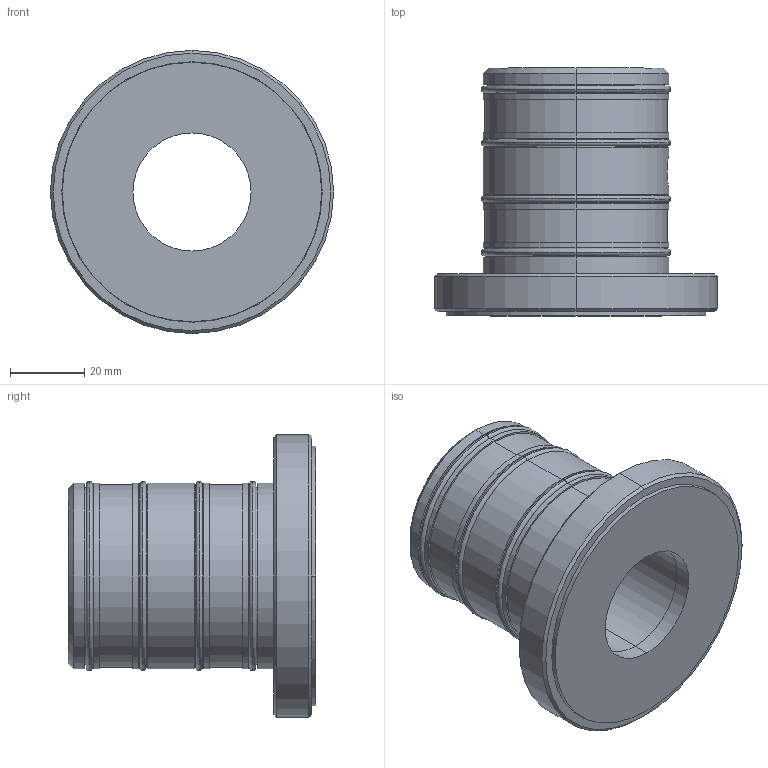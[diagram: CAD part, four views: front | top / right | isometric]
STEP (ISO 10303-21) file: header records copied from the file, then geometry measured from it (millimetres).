
FILE_DESCRIPTION (( 'STEP AP214' ), '1' );
FILE_NAME ('C303202.STEP', '2019-08-23T19:32:51', ( '' ), ( '' ), 'SwSTEP 2.0', 'SolidWorks 2019', '' );
FILE_SCHEMA (( 'AUTOMOTIVE_DESIGN' ));
Length unit declared in the file: inch
Products named in the file (1): C303202
Bounding box: 76.2 x 66.67 x 76.2 mm (x, y, z)
Volume: 104514.8 mm3; surface area: 52642.5 mm2
Topology: 7 solids, 9 shells, 98 faces, 192 edges, 120 vertices
Faces by surface type: cylinder 49, plane 25, torus 16, cone 8
Entity records: 4072 total; most frequent: CARTESIAN_POINT 531, DIRECTION 518, ORIENTED_EDGE 384, AXIS2_PLACEMENT_3D 231, EDGE_CURVE 192, CIRCLE 132, EDGE_LOOP 120, VERTEX_POINT 120
